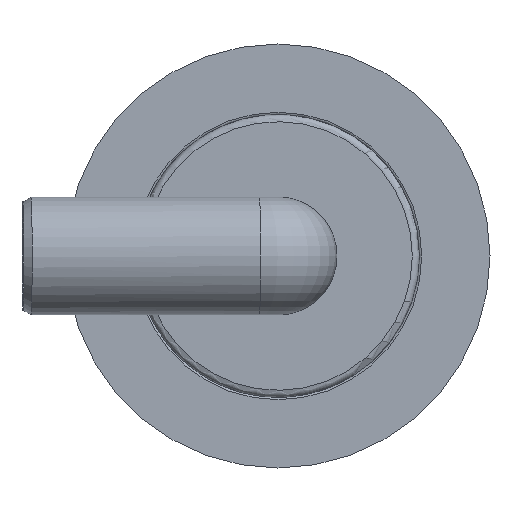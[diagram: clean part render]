
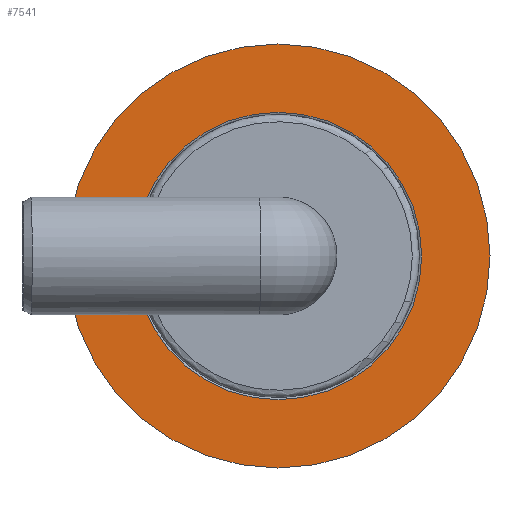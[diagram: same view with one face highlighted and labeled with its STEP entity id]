
A CAD part, front view. The second image highlights one B-rep face of the part: STEP entity #7541.
In plain terms, the highlighted planar face has unit normal (0, -1, 0).
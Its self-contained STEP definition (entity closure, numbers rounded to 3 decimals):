
#7541=ADVANCED_FACE('',(#24648,#24650),#24652,.T.);
#24648=FACE_BOUND('',#24649,.T.);
#24649=EDGE_LOOP('',(#28980));
#24650=FACE_BOUND('',#24651,.T.);
#24651=EDGE_LOOP('',(#28981));
#24652=PLANE('',#24653);
#24653=AXIS2_PLACEMENT_3D('',#24654,#24655,#24656);
#24654=CARTESIAN_POINT('',(0.,40.796,0.));
#24655=DIRECTION('',(0.,-1.,0.));
#24656=DIRECTION('',(-1.,0.,0.));
#28980=ORIENTED_EDGE('',*,*,#31148,.F.);
#28981=ORIENTED_EDGE('',*,*,#31134,.T.);
#31134=EDGE_CURVE('',#34588,#34588,#34589,.T.);
#31148=EDGE_CURVE('',#34614,#34614,#34615,.T.);
#34588=VERTEX_POINT('',#53803);
#34589=CIRCLE('',#53804,61.);
#34614=VERTEX_POINT('',#53987);
#34615=CIRCLE('',#53988,90.);
#53803=CARTESIAN_POINT('',(-61.,40.796,0.));
#53804=AXIS2_PLACEMENT_3D('',#53805,#53806,#53807);
#53805=CARTESIAN_POINT('',(0.,40.796,0.));
#53806=DIRECTION('',(0.,1.,-0.));
#53807=DIRECTION('',(-1.,0.,0.));
#53987=CARTESIAN_POINT('',(-90.,40.796,0.));
#53988=AXIS2_PLACEMENT_3D('',#53989,#53990,#53991);
#53989=CARTESIAN_POINT('',(0.,40.796,0.));
#53990=DIRECTION('',(0.,1.,-0.));
#53991=DIRECTION('',(-1.,0.,0.));
